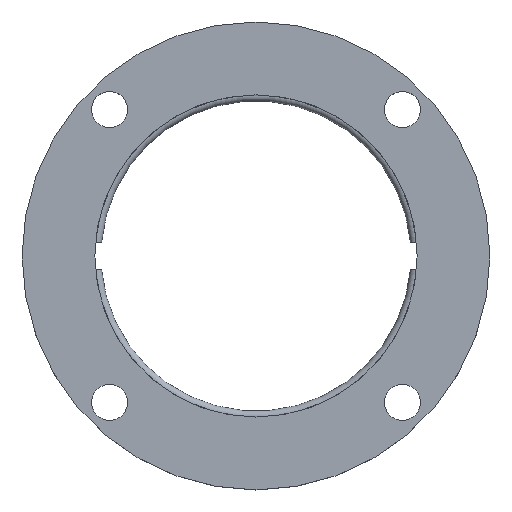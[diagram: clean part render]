
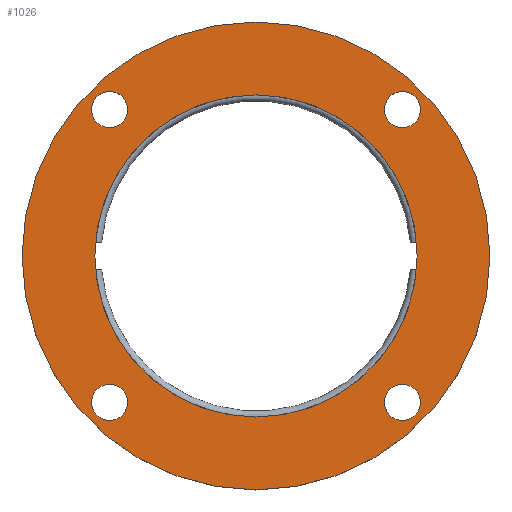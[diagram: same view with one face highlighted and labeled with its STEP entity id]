
A CAD part, top view. The second image highlights one B-rep face of the part: STEP entity #1026.
In plain terms, the highlighted planar face has unit normal (0, 0, 1).
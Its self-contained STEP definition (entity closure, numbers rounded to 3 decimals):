
#2 = CIRCLE ( 'NONE', #591, 6.75 ) ;
#32 = FACE_BOUND ( 'NONE', #833, .T. ) ;
#73 = CARTESIAN_POINT ( 'NONE',  ( -48., 54.75, 0. ) ) ;
#87 = DIRECTION ( 'NONE',  ( -1., 0., 0. ) ) ;
#116 = VERTEX_POINT ( 'NONE', #1155 ) ;
#120 = CARTESIAN_POINT ( 'NONE',  ( -61.5, -54.75, 0. ) ) ;
#168 = EDGE_CURVE ( 'NONE', #382, #1489, #2, .T. ) ;
#206 = DIRECTION ( 'NONE',  ( 0., 0., -1. ) ) ;
#209 = DIRECTION ( 'NONE',  ( 0., 0., 1. ) ) ;
#218 = VERTEX_POINT ( 'NONE', #245 ) ;
#225 = CARTESIAN_POINT ( 'NONE',  ( 54.75, -54.75, 0. ) ) ;
#228 = AXIS2_PLACEMENT_3D ( 'NONE', #233, #1051, #349 ) ;
#233 = CARTESIAN_POINT ( 'NONE',  ( 0., 0., 0. ) ) ;
#245 = CARTESIAN_POINT ( 'NONE',  ( -48., -54.75, 0. ) ) ;
#251 = EDGE_LOOP ( 'NONE', ( #975, #459 ) ) ;
#289 = DIRECTION ( 'NONE',  ( 0., 0., -1. ) ) ;
#295 = CARTESIAN_POINT ( 'NONE',  ( 48., -54.75, 0. ) ) ;
#313 = DIRECTION ( 'NONE',  ( 0., 0., -1. ) ) ;
#336 = ORIENTED_EDGE ( 'NONE', *, *, #744, .T. ) ;
#337 = DIRECTION ( 'NONE',  ( -1., 0., 0. ) ) ;
#338 = DIRECTION ( 'NONE',  ( 0., 0., 1. ) ) ;
#340 = FACE_BOUND ( 'NONE', #1154, .T. ) ;
#344 = CARTESIAN_POINT ( 'NONE',  ( -54.75, -54.75, 0. ) ) ;
#349 = DIRECTION ( 'NONE',  ( 1., 0., 0. ) ) ;
#354 = EDGE_LOOP ( 'NONE', ( #601, #674 ) ) ;
#382 = VERTEX_POINT ( 'NONE', #295 ) ;
#384 = CIRCLE ( 'NONE', #1265, 60.25 ) ;
#424 = CIRCLE ( 'NONE', #638, 6.75 ) ;
#438 = ORIENTED_EDGE ( 'NONE', *, *, #1211, .F. ) ;
#442 = VERTEX_POINT ( 'NONE', #642 ) ;
#445 = DIRECTION ( 'NONE',  ( 0., 0., 1. ) ) ;
#447 = DIRECTION ( 'NONE',  ( 0., 0., -1. ) ) ;
#452 = CARTESIAN_POINT ( 'NONE',  ( -61.5, 54.75, 0. ) ) ;
#457 = DIRECTION ( 'NONE',  ( -1., 0., 0. ) ) ;
#459 = ORIENTED_EDGE ( 'NONE', *, *, #1262, .T. ) ;
#466 = CARTESIAN_POINT ( 'NONE',  ( 54.75, -54.75, 0. ) ) ;
#479 = ORIENTED_EDGE ( 'NONE', *, *, #168, .T. ) ;
#485 = ORIENTED_EDGE ( 'NONE', *, *, #1177, .T. ) ;
#490 = CIRCLE ( 'NONE', #1148, 6.75 ) ;
#500 = AXIS2_PLACEMENT_3D ( 'NONE', #1125, #778, #87 ) ;
#517 = ORIENTED_EDGE ( 'NONE', *, *, #708, .T. ) ;
#541 = ORIENTED_EDGE ( 'NONE', *, *, #704, .F. ) ;
#547 = VERTEX_POINT ( 'NONE', #965 ) ;
#565 = AXIS2_PLACEMENT_3D ( 'NONE', #1160, #445, #1263 ) ;
#574 = DIRECTION ( 'NONE',  ( -1., 0., 0. ) ) ;
#583 = AXIS2_PLACEMENT_3D ( 'NONE', #900, #209, #1027 ) ;
#590 = VERTEX_POINT ( 'NONE', #1102 ) ;
#591 = AXIS2_PLACEMENT_3D ( 'NONE', #466, #1286, #574 ) ;
#595 = CIRCLE ( 'NONE', #583, 87.5 ) ;
#601 = ORIENTED_EDGE ( 'NONE', *, *, #1115, .T. ) ;
#622 = EDGE_CURVE ( 'NONE', #649, #442, #636, .T. ) ;
#635 = FACE_BOUND ( 'NONE', #354, .T. ) ;
#636 = CIRCLE ( 'NONE', #1460, 6.75 ) ;
#638 = AXIS2_PLACEMENT_3D ( 'NONE', #673, #1502, #798 ) ;
#642 = CARTESIAN_POINT ( 'NONE',  ( 48., 54.75, 0. ) ) ;
#649 = VERTEX_POINT ( 'NONE', #886 ) ;
#673 = CARTESIAN_POINT ( 'NONE',  ( -54.75, 54.75, 0. ) ) ;
#674 = ORIENTED_EDGE ( 'NONE', *, *, #622, .T. ) ;
#695 = CARTESIAN_POINT ( 'NONE',  ( 60.25, 0., 0. ) ) ;
#704 = EDGE_CURVE ( 'NONE', #1315, #547, #1358, .T. ) ;
#706 = EDGE_CURVE ( 'NONE', #776, #1045, #424, .T. ) ;
#708 = EDGE_CURVE ( 'NONE', #1489, #382, #1055, .T. ) ;
#724 = AXIS2_PLACEMENT_3D ( 'NONE', #225, #1042, #337 ) ;
#744 = EDGE_CURVE ( 'NONE', #218, #1266, #1014, .T. ) ;
#746 = EDGE_LOOP ( 'NONE', ( #541, #438 ) ) ;
#776 = VERTEX_POINT ( 'NONE', #452 ) ;
#778 = DIRECTION ( 'NONE',  ( 0., 0., -1. ) ) ;
#798 = DIRECTION ( 'NONE',  ( -1., 0., 0. ) ) ;
#833 = EDGE_LOOP ( 'NONE', ( #856, #336 ) ) ;
#856 = ORIENTED_EDGE ( 'NONE', *, *, #1439, .T. ) ;
#876 = AXIS2_PLACEMENT_3D ( 'NONE', #344, #1165, #457 ) ;
#886 = CARTESIAN_POINT ( 'NONE',  ( 61.5, 54.75, 0. ) ) ;
#892 = CARTESIAN_POINT ( 'NONE',  ( 54.75, 54.75, 0. ) ) ;
#893 = EDGE_LOOP ( 'NONE', ( #1023, #485 ) ) ;
#900 = CARTESIAN_POINT ( 'NONE',  ( 0., 0., 0. ) ) ;
#913 = FACE_OUTER_BOUND ( 'NONE', #251, .T. ) ;
#951 = FACE_BOUND ( 'NONE', #746, .T. ) ;
#965 = CARTESIAN_POINT ( 'NONE',  ( -60.25, 0., 0. ) ) ;
#975 = ORIENTED_EDGE ( 'NONE', *, *, #1033, .T. ) ;
#980 = CARTESIAN_POINT ( 'NONE',  ( -54.75, -54.75, 0. ) ) ;
#1014 = CIRCLE ( 'NONE', #876, 6.75 ) ;
#1018 = CARTESIAN_POINT ( 'NONE',  ( 54.75, 54.75, 0. ) ) ;
#1023 = ORIENTED_EDGE ( 'NONE', *, *, #706, .T. ) ;
#1025 = DIRECTION ( 'NONE',  ( -1., 0., 0. ) ) ;
#1026 = ADVANCED_FACE ( 'NONE', ( #635, #340, #32, #1234, #951, #913 ), #1483, .F. ) ;
#1027 = DIRECTION ( 'NONE',  ( 1., 0., 0. ) ) ;
#1033 = EDGE_CURVE ( 'NONE', #116, #590, #595, .T. ) ;
#1042 = DIRECTION ( 'NONE',  ( 0., 0., -1. ) ) ;
#1044 = CARTESIAN_POINT ( 'NONE',  ( 0., 0., 0. ) ) ;
#1045 = VERTEX_POINT ( 'NONE', #73 ) ;
#1051 = DIRECTION ( 'NONE',  ( 0., 0., 1. ) ) ;
#1055 = CIRCLE ( 'NONE', #724, 6.75 ) ;
#1102 = CARTESIAN_POINT ( 'NONE',  ( -87.5, 0., 0. ) ) ;
#1104 = DIRECTION ( 'NONE',  ( -1., 0., 0. ) ) ;
#1115 = EDGE_CURVE ( 'NONE', #442, #649, #490, .T. ) ;
#1117 = AXIS2_PLACEMENT_3D ( 'NONE', #1161, #447, #1264 ) ;
#1125 = CARTESIAN_POINT ( 'NONE',  ( -60.25, 0., 0. ) ) ;
#1136 = DIRECTION ( 'NONE',  ( -1., 0., 0. ) ) ;
#1148 = AXIS2_PLACEMENT_3D ( 'NONE', #892, #206, #1025 ) ;
#1154 = EDGE_LOOP ( 'NONE', ( #479, #517 ) ) ;
#1155 = CARTESIAN_POINT ( 'NONE',  ( 87.5, 0., 0. ) ) ;
#1160 = CARTESIAN_POINT ( 'NONE',  ( 0., 0., 0. ) ) ;
#1161 = CARTESIAN_POINT ( 'NONE',  ( -54.75, 54.75, 0. ) ) ;
#1164 = DIRECTION ( 'NONE',  ( 1., 0., 0. ) ) ;
#1165 = DIRECTION ( 'NONE',  ( 0., 0., -1. ) ) ;
#1177 = EDGE_CURVE ( 'NONE', #1045, #776, #1357, .T. ) ;
#1211 = EDGE_CURVE ( 'NONE', #547, #1315, #384, .T. ) ;
#1212 = CIRCLE ( 'NONE', #228, 87.5 ) ;
#1234 = FACE_BOUND ( 'NONE', #893, .T. ) ;
#1262 = EDGE_CURVE ( 'NONE', #590, #116, #1212, .T. ) ;
#1263 = DIRECTION ( 'NONE',  ( 1., 0., 0. ) ) ;
#1264 = DIRECTION ( 'NONE',  ( -1., 0., 0. ) ) ;
#1265 = AXIS2_PLACEMENT_3D ( 'NONE', #1044, #338, #1164 ) ;
#1266 = VERTEX_POINT ( 'NONE', #120 ) ;
#1286 = DIRECTION ( 'NONE',  ( 0., 0., -1. ) ) ;
#1310 = AXIS2_PLACEMENT_3D ( 'NONE', #980, #289, #1104 ) ;
#1315 = VERTEX_POINT ( 'NONE', #695 ) ;
#1357 = CIRCLE ( 'NONE', #1117, 6.75 ) ;
#1358 = CIRCLE ( 'NONE', #565, 60.25 ) ;
#1378 = CIRCLE ( 'NONE', #1310, 6.75 ) ;
#1439 = EDGE_CURVE ( 'NONE', #1266, #218, #1378, .T. ) ;
#1450 = CARTESIAN_POINT ( 'NONE',  ( 61.5, -54.75, 0. ) ) ;
#1460 = AXIS2_PLACEMENT_3D ( 'NONE', #1018, #313, #1136 ) ;
#1483 = PLANE ( 'NONE',  #500 ) ;
#1489 = VERTEX_POINT ( 'NONE', #1450 ) ;
#1502 = DIRECTION ( 'NONE',  ( 0., 0., -1. ) ) ;
